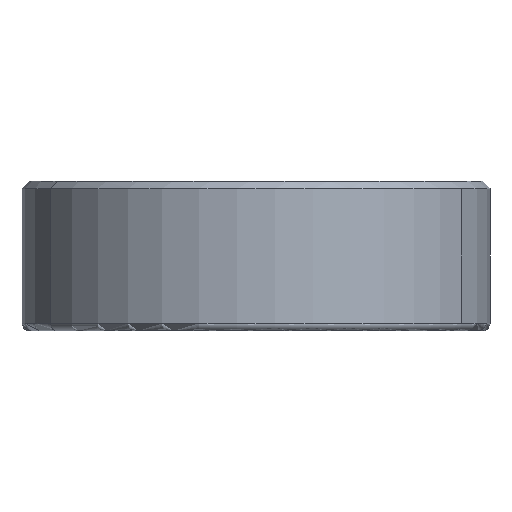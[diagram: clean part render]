
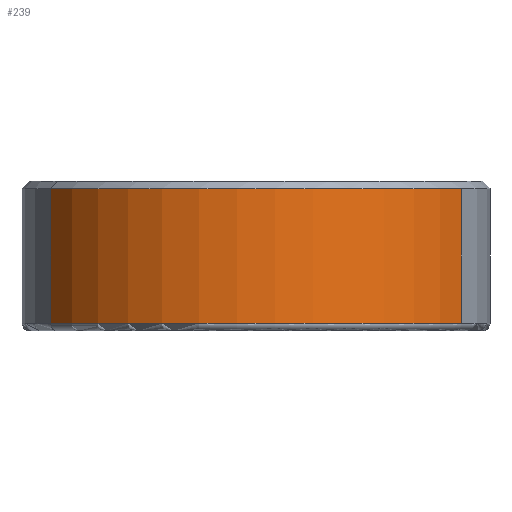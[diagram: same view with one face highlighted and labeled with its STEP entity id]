
A CAD part, left-side view. The second image highlights one B-rep face of the part: STEP entity #239.
In plain terms, the highlighted cylindrical face has radius 12.5 mm (diameter 25 mm), a partial arc.
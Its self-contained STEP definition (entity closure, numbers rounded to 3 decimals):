
#152=AXIS2_PLACEMENT_3D('Circle Axis2P3D',#150,#151,$) ;
#193=AXIS2_PLACEMENT_3D('Cylinder Axis2P3D',#190,#191,#192) ;
#223=AXIS2_PLACEMENT_3D('Circle Axis2P3D',#221,#222,$) ;
#147=CARTESIAN_POINT('Vertex',(-5.993,-10.97,0.4)) ;
#150=CARTESIAN_POINT('Axis2P3D Location',(0.,0.,0.4)) ;
#154=CARTESIAN_POINT('Vertex',(-5.993,10.97,0.4)) ;
#190=CARTESIAN_POINT('Axis2P3D Location',(0.,0.,4.)) ;
#206=CARTESIAN_POINT('Vertex',(-5.993,-10.97,7.6)) ;
#209=CARTESIAN_POINT('Line Origine',(-5.993,-10.97,4.)) ;
#221=CARTESIAN_POINT('Axis2P3D Location',(0.,0.,7.6)) ;
#225=CARTESIAN_POINT('Vertex',(-5.993,10.97,7.6)) ;
#228=CARTESIAN_POINT('Line Origine',(-5.993,10.97,4.)) ;
#151=DIRECTION('Axis2P3D Direction',(0.,0.,1.)) ;
#191=DIRECTION('Axis2P3D Direction',(0.,0.,1.)) ;
#192=DIRECTION('Axis2P3D XDirection',(-0.479,0.878,0.)) ;
#210=DIRECTION('Vector Direction',(0.,0.,1.)) ;
#222=DIRECTION('Axis2P3D Direction',(0.,0.,1.)) ;
#229=DIRECTION('Vector Direction',(0.,0.,1.)) ;
#211=VECTOR('Line Direction',#210,1.) ;
#230=VECTOR('Line Direction',#229,1.) ;
#234=ORIENTED_EDGE('',*,*,#227,.F.) ;
#235=ORIENTED_EDGE('',*,*,#232,.F.) ;
#236=ORIENTED_EDGE('',*,*,#156,.T.) ;
#237=ORIENTED_EDGE('',*,*,#213,.T.) ;
#239=ADVANCED_FACE('CUT',(#238),#194,.T.) ;
#153=CIRCLE('generated circle',#152,12.5) ;
#224=CIRCLE('generated circle',#223,12.5) ;
#194=CYLINDRICAL_SURFACE('generated cylinder',#193,12.5) ;
#156=EDGE_CURVE('',#155,#148,#153,.T.) ;
#213=EDGE_CURVE('',#148,#207,#212,.T.) ;
#227=EDGE_CURVE('',#226,#207,#224,.T.) ;
#232=EDGE_CURVE('',#155,#226,#231,.T.) ;
#233=EDGE_LOOP('',(#234,#235,#236,#237)) ;
#238=FACE_OUTER_BOUND('',#233,.T.) ;
#212=LINE('Line',#209,#211) ;
#231=LINE('Line',#228,#230) ;
#148=VERTEX_POINT('',#147) ;
#155=VERTEX_POINT('',#154) ;
#207=VERTEX_POINT('',#206) ;
#226=VERTEX_POINT('',#225) ;
